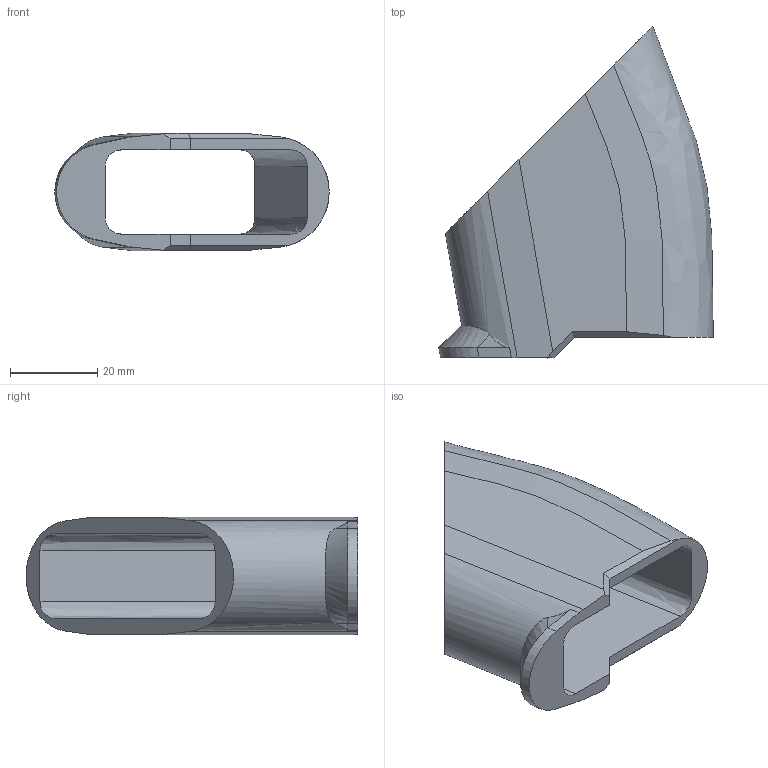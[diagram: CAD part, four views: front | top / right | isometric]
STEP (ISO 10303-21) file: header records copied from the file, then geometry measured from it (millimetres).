
FILE_DESCRIPTION(/* description */ (''),/* implementation_level */ '2;1');
FILE_NAME(/* name */ 'FRAME_BOTTOM[1.1].step',/* time_stamp */ '2021-03-01T08:43:48-05:00',/* author */ (''),/* organization */ (''),/* preprocessor_version */ 'ST-DEVELOPER v18.1',/* originating_system */ 'Autodesk Translation Framework v9.7.0.1280',/* authorisation */ '');
FILE_SCHEMA (('AUTOMOTIVE_DESIGN { 1 0 10303 214 3 1 1 }'));
Length unit declared in the file: inch
Products named in the file (1): FRAME_BOTTOM[1.1]
Bounding box: 62.85 x 75.98 x 26.99 mm (x, y, z)
Volume: 28001.1 mm3; surface area: 15054.6 mm2
Topology: 1 solids, 1 shells, 32 faces, 90 edges, 59 vertices
Faces by surface type: plane 21, bspline 11
Entity records: 1358 total; most frequent: CARTESIAN_POINT 544, ORIENTED_EDGE 180, DIRECTION 136, EDGE_CURVE 90, VERTEX_POINT 59, LINE 58, VECTOR 58, AXIS2_PLACEMENT_3D 39
